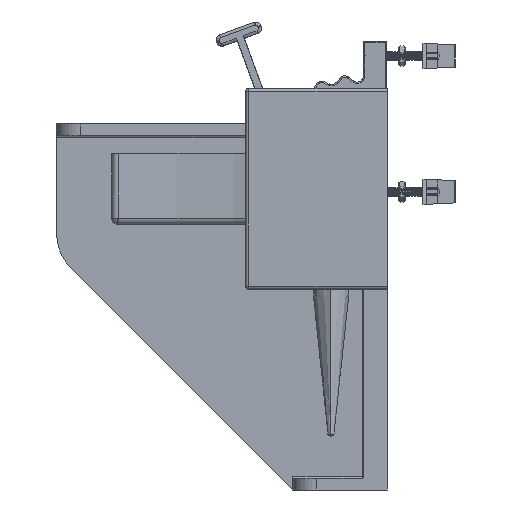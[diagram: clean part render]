
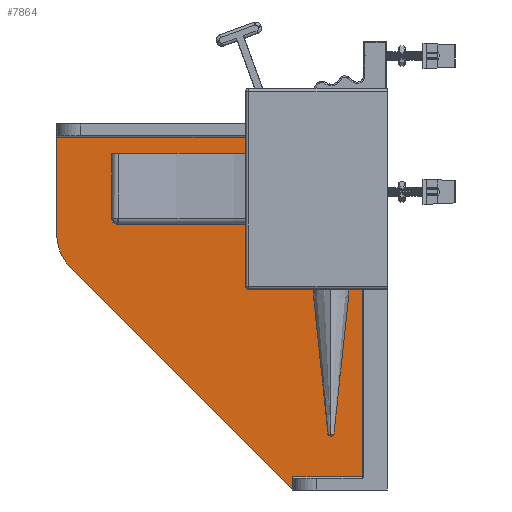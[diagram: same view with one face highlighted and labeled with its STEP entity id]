
A CAD part, left-side view. The second image highlights one B-rep face of the part: STEP entity #7864.
In plain terms, the highlighted face is planar.
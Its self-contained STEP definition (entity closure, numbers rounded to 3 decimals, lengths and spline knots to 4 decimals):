
#4023 = EDGE_CURVE ( 'NONE', #34418, #34420, #27335, .T. ) ;
#4024 = EDGE_CURVE ( 'NONE', #34422, #34424, #27338, .T. ) ;
#4028 = EDGE_CURVE ( 'NONE', #34426, #34424, #27350, .T. ) ;
#4029 = EDGE_CURVE ( 'NONE', #34414, #34418, #27341, .T. ) ;
#4030 = EDGE_CURVE ( 'NONE', #34414, #34416, #27354, .T. ) ;
#4031 = EDGE_CURVE ( 'NONE', #34420, #34422, #27356, .T. ) ;
#4032 = EDGE_CURVE ( 'NONE', #34426, #34428, #27360, .T. ) ;
#4033 = EDGE_CURVE ( 'NONE', #34430, #34428, #27347, .T. ) ;
#4034 = EDGE_CURVE ( 'NONE', #34432, #34430, #27359, .T. ) ;
#4035 = EDGE_CURVE ( 'NONE', #34432, #34434, #27353, .T. ) ;
#4036 = EDGE_CURVE ( 'NONE', #34434, #34416, #27365, .T. ) ;
#6932 = ORIENTED_EDGE ( 'NONE', *, *, #4030, .F. ) ;
#6933 = ORIENTED_EDGE ( 'NONE', *, *, #4029, .T. ) ;
#6934 = ORIENTED_EDGE ( 'NONE', *, *, #4023, .T. ) ;
#6935 = ORIENTED_EDGE ( 'NONE', *, *, #4031, .T. ) ;
#6936 = ORIENTED_EDGE ( 'NONE', *, *, #4024, .T. ) ;
#6937 = ORIENTED_EDGE ( 'NONE', *, *, #4028, .F. ) ;
#6938 = ORIENTED_EDGE ( 'NONE', *, *, #4032, .T. ) ;
#6939 = ORIENTED_EDGE ( 'NONE', *, *, #4033, .F. ) ;
#6940 = ORIENTED_EDGE ( 'NONE', *, *, #4034, .F. ) ;
#6941 = ORIENTED_EDGE ( 'NONE', *, *, #4035, .T. ) ;
#6942 = ORIENTED_EDGE ( 'NONE', *, *, #4036, .T. ) ;
#7864 = ADVANCED_FACE ( 'NONE', ( #40320 ), #57163, .F. ) ;
#13148 = AXIS2_PLACEMENT_3D ( 'NONE', #30259, #30274, #30275 ) ;
#14542 = EDGE_LOOP ( 'NONE', ( #6932, #6933, #6934, #6935, #6936, #6937, #6938, #6939, #6940, #6941, #6942 ) ) ;
#27335 = LINE ( 'NONE', #30208, #27340 ) ;
#27338 = LINE ( 'NONE', #30236, #27342 ) ;
#27340 = VECTOR ( 'NONE', #30238, 39.3701 ) ;
#27341 = LINE ( 'NONE', #30247, #27352 ) ;
#27342 = VECTOR ( 'NONE', #30240, 39.3701 ) ;
#27343 = VECTOR ( 'NONE', #30279, 39.3701 ) ;
#27347 = LINE ( 'NONE', #30277, #27343 ) ;
#27350 = LINE ( 'NONE', #30257, #27351 ) ;
#27351 = VECTOR ( 'NONE', #30258, 39.3701 ) ;
#27352 = VECTOR ( 'NONE', #30262, 39.3701 ) ;
#27353 = LINE ( 'NONE', #30281, #27363 ) ;
#27354 = LINE ( 'NONE', #30265, #27355 ) ;
#27355 = VECTOR ( 'NONE', #30267, 39.3701 ) ;
#27356 = LINE ( 'NONE', #30270, #27357 ) ;
#27357 = VECTOR ( 'NONE', #30272, 39.3701 ) ;
#27359 = LINE ( 'NONE', #30256, #27361 ) ;
#27360 = CIRCLE ( 'NONE', #13148, 1. ) ;
#27361 = VECTOR ( 'NONE', #30284, 39.3701 ) ;
#27363 = VECTOR ( 'NONE', #30289, 39.3701 ) ;
#27365 = LINE ( 'NONE', #30291, #27366 ) ;
#27366 = VECTOR ( 'NONE', #30292, 39.3701 ) ;
#30208 = CARTESIAN_POINT ( 'NONE',  ( 3.314, 0.875, 0.4375 ) ) ;
#30236 = CARTESIAN_POINT ( 'NONE',  ( 3.595, 0.875, 7. ) ) ;
#30238 = DIRECTION ( 'NONE',  ( 0., 0., 1. ) ) ;
#30240 = DIRECTION ( 'NONE',  ( 0., 0., 1. ) ) ;
#30247 = CARTESIAN_POINT ( 'NONE',  ( -3.875, 0.875, 0.4675 ) ) ;
#30256 = CARTESIAN_POINT ( 'NONE',  ( -3.875, 0.875, 2. ) ) ;
#30257 = CARTESIAN_POINT ( 'NONE',  ( -3.875, 0.875, 7. ) ) ;
#30258 = DIRECTION ( 'NONE',  ( 1., 0., 0. ) ) ;
#30259 = CARTESIAN_POINT ( 'NONE',  ( 1.5392, 0.875, 6. ) ) ;
#30262 = DIRECTION ( 'NONE',  ( 1., 0., 0. ) ) ;
#30265 = CARTESIAN_POINT ( 'NONE',  ( 1.439, 0.875, 0.4375 ) ) ;
#30267 = DIRECTION ( 'NONE',  ( 0., 0., 1. ) ) ;
#30270 = CARTESIAN_POINT ( 'NONE',  ( -3.875, 0.875, 0.53 ) ) ;
#30272 = DIRECTION ( 'NONE',  ( 1., 0., 0. ) ) ;
#30274 = DIRECTION ( 'NONE',  ( 0., -1., 0. ) ) ;
#30275 = DIRECTION ( 'NONE',  ( -1., 0., 0. ) ) ;
#30277 = CARTESIAN_POINT ( 'NONE',  ( -3.875, 0.875, 2. ) ) ;
#30279 = DIRECTION ( 'NONE',  ( 0.707, 0., 0.707 ) ) ;
#30281 = CARTESIAN_POINT ( 'NONE',  ( -3.595, 0.875, 0.5 ) ) ;
#30284 = DIRECTION ( 'NONE',  ( -1., 0., 0. ) ) ;
#30289 = DIRECTION ( 'NONE',  ( 0., 0., -1. ) ) ;
#30291 = CARTESIAN_POINT ( 'NONE',  ( -3.875, 0.875, 0.53 ) ) ;
#30292 = DIRECTION ( 'NONE',  ( 1., 0., 0. ) ) ;
#33878 = CARTESIAN_POINT ( 'NONE',  ( 1.439, 0.875, 0.4675 ) ) ;
#33880 = CARTESIAN_POINT ( 'NONE',  ( 1.439, 0.875, 0.53 ) ) ;
#33882 = CARTESIAN_POINT ( 'NONE',  ( 3.314, 0.875, 0.4675 ) ) ;
#33884 = CARTESIAN_POINT ( 'NONE',  ( 3.314, 0.875, 0.53 ) ) ;
#33886 = CARTESIAN_POINT ( 'NONE',  ( 3.595, 0.875, 0.53 ) ) ;
#33888 = CARTESIAN_POINT ( 'NONE',  ( 3.595, 0.875, 7. ) ) ;
#33890 = CARTESIAN_POINT ( 'NONE',  ( 1.5392, 0.875, 7. ) ) ;
#33892 = CARTESIAN_POINT ( 'NONE',  ( 0.8321, 0.875, 6.7071 ) ) ;
#33894 = CARTESIAN_POINT ( 'NONE',  ( -3.875, 0.875, 2. ) ) ;
#33896 = CARTESIAN_POINT ( 'NONE',  ( -3.595, 0.875, 2. ) ) ;
#33898 = CARTESIAN_POINT ( 'NONE',  ( -3.595, 0.875, 0.53 ) ) ;
#34414 = VERTEX_POINT ( 'NONE', #33878 ) ;
#34416 = VERTEX_POINT ( 'NONE', #33880 ) ;
#34418 = VERTEX_POINT ( 'NONE', #33882 ) ;
#34420 = VERTEX_POINT ( 'NONE', #33884 ) ;
#34422 = VERTEX_POINT ( 'NONE', #33886 ) ;
#34424 = VERTEX_POINT ( 'NONE', #33888 ) ;
#34426 = VERTEX_POINT ( 'NONE', #33890 ) ;
#34428 = VERTEX_POINT ( 'NONE', #33892 ) ;
#34430 = VERTEX_POINT ( 'NONE', #33894 ) ;
#34432 = VERTEX_POINT ( 'NONE', #33896 ) ;
#34434 = VERTEX_POINT ( 'NONE', #33898 ) ;
#34993 = AXIS2_PLACEMENT_3D ( 'NONE', #57158, #57168, #57169 ) ;
#40320 = FACE_OUTER_BOUND ( 'NONE', #14542, .T. ) ;
#57158 = CARTESIAN_POINT ( 'NONE',  ( -3.875, 0.875, 7. ) ) ;
#57163 = PLANE ( 'NONE',  #34993 ) ;
#57168 = DIRECTION ( 'NONE',  ( 0., 1., 0. ) ) ;
#57169 = DIRECTION ( 'NONE',  ( -1., 0., 0. ) ) ;
